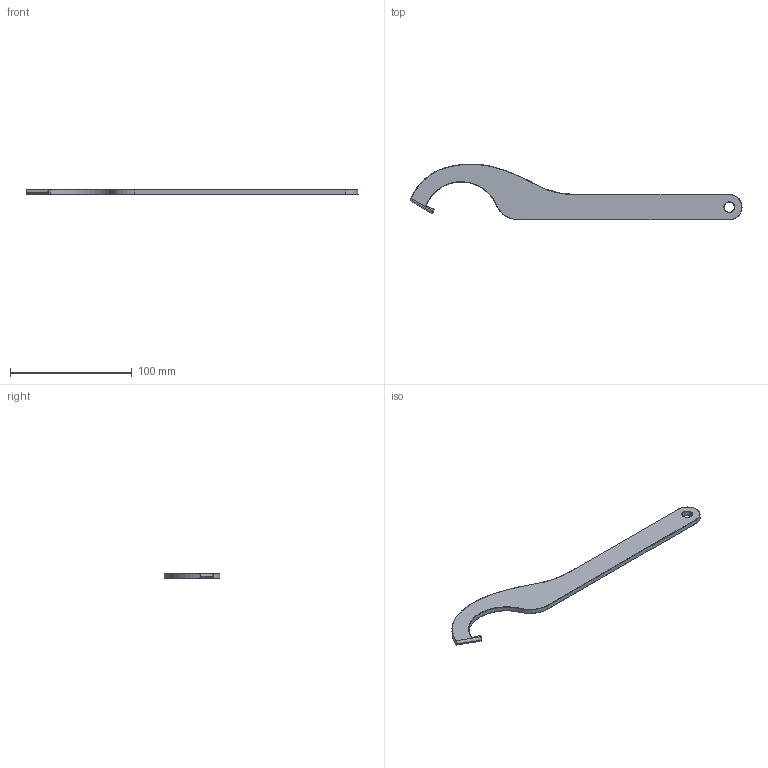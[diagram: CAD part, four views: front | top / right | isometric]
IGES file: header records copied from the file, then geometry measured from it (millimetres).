
Start section: SolidWorks IGES file using analytic representation for surfaces
Global section: file name: 60193-240-62.igs; native system: SolidWorks 2015; preprocessor: SolidWorks 2015; author: Christian; date: 180509.155026; units: millimetre
Bounding box: 273.01 x 45.92 x 4 mm (x, y, z)
Surface area: 14247.7 mm2 (no closed solid volume)
Topology: 0 solids, 0 shells, 65 faces, 524 edges, 522 vertices
Faces by surface type: bspline 40, revolution 25
